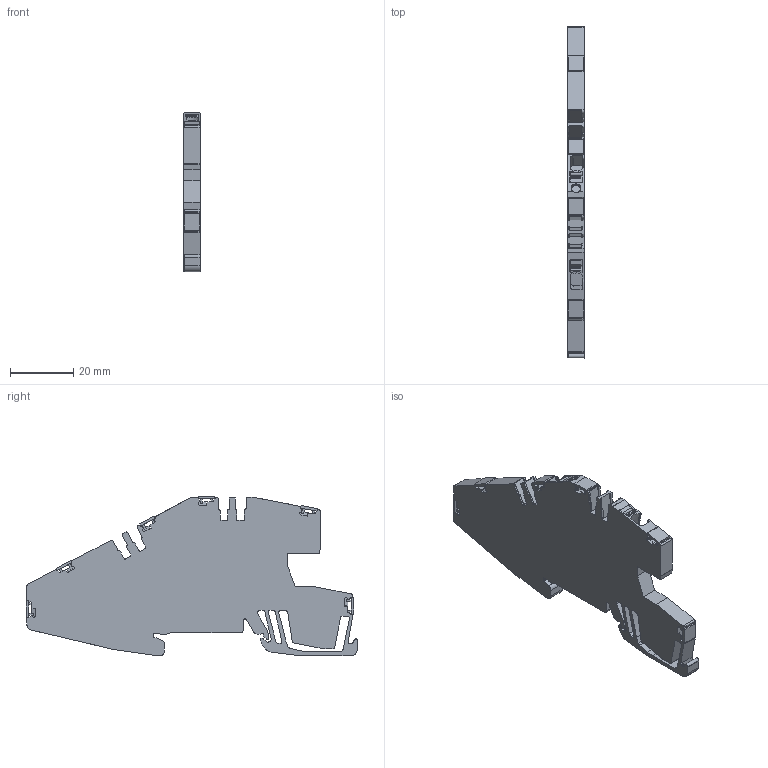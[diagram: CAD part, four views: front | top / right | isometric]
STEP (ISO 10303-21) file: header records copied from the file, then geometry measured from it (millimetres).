
FILE_DESCRIPTION(('CATIA V5 STEP Exchange','CAx-IF Rec.Pracs.--- Model Styling and Organization---1.4--- 2014-01-23'),'2;1');
FILE_NAME ('1307394-1_2', '2023-07-12T10:50:07+00:00', ('none'), ('Weidmueller'), 'CATIA Version 5-6 Release 2016 SP3 HF44', 'CATIA V5 STEP AP214', 'none');
FILE_SCHEMA(('AUTOMOTIVE_DESIGN { 1 0 10303 214 1 1 1 1 }'));
Length unit declared in the file: millimetre
Products named in the file (1): 2782550000_S
Bounding box: 5.1 x 104.88 x 50.51 mm (x, y, z)
Volume: 16646.4 mm3; surface area: 10330.4 mm2
Topology: 9 solids, 9 shells, 855 faces, 2455 edges, 1632 vertices
Faces by surface type: plane 402, cylinder 283, extrusion 168, cone 2
Entity records: 30456 total; most frequent: CARTESIAN_POINT 8112, ORIENTED_EDGE 4910, DIRECTION 3510, EDGE_CURVE 2455, VECTOR 1857, LINE 1689, VERTEX_POINT 1632, AXIS2_PLACEMENT_3D 1053
